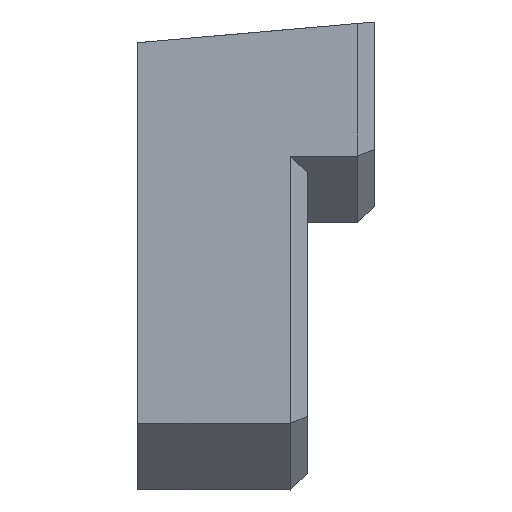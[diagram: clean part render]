
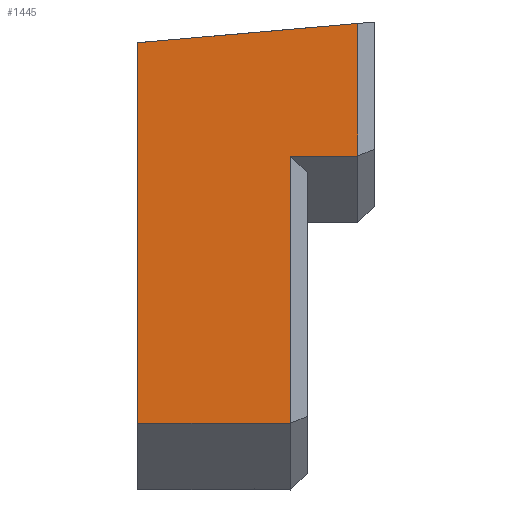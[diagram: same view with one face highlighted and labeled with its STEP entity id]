
A CAD part, left-side view. The second image highlights one B-rep face of the part: STEP entity #1445.
In plain terms, the highlighted planar face has unit normal (-1, 0, 0).
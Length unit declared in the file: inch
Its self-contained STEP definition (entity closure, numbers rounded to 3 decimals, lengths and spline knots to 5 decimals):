
#101=FACE_OUTER_BOUND('',#190,.T.);
#190=EDGE_LOOP('',(#1155,#1156,#1157,#1158,#1159,#1160));
#259=LINE('',#2022,#441);
#268=LINE('',#2050,#450);
#353=LINE('',#2227,#535);
#356=LINE('',#2234,#538);
#370=LINE('',#2260,#552);
#372=LINE('',#2263,#554);
#441=VECTOR('',#1626,39.37008);
#450=VECTOR('',#1653,0.3937);
#535=VECTOR('',#1790,39.37008);
#538=VECTOR('',#1795,39.37008);
#552=VECTOR('',#1817,39.37008);
#554=VECTOR('',#1821,39.37008);
#621=VERTEX_POINT('',#2019);
#622=VERTEX_POINT('',#2021);
#632=VERTEX_POINT('',#2049);
#696=VERTEX_POINT('',#2219);
#699=VERTEX_POINT('',#2230);
#701=VERTEX_POINT('',#2233);
#754=EDGE_CURVE('',#621,#622,#259,.T.);
#768=EDGE_CURVE('',#632,#622,#268,.T.);
#857=EDGE_CURVE('',#696,#632,#353,.T.);
#860=EDGE_CURVE('',#701,#699,#356,.T.);
#874=EDGE_CURVE('',#699,#696,#370,.T.);
#876=EDGE_CURVE('',#621,#701,#372,.T.);
#1155=ORIENTED_EDGE('',*,*,#857,.T.);
#1156=ORIENTED_EDGE('',*,*,#768,.T.);
#1157=ORIENTED_EDGE('',*,*,#754,.F.);
#1158=ORIENTED_EDGE('',*,*,#876,.T.);
#1159=ORIENTED_EDGE('',*,*,#860,.T.);
#1160=ORIENTED_EDGE('',*,*,#874,.T.);
#1377=PLANE('',#1546);
#1445=ADVANCED_FACE('',(#101),#1377,.F.);
#1546=AXIS2_PLACEMENT_3D('',#2271,#1830,#1831);
#1626=DIRECTION('',(0.,0.,1.));
#1653=DIRECTION('',(0.,0.996,-0.087));
#1790=DIRECTION('',(0.,0.,1.));
#1795=DIRECTION('',(0.,0.,1.));
#1817=DIRECTION('',(0.,-1.,0.));
#1821=DIRECTION('',(0.,-1.,0.));
#1830=DIRECTION('center_axis',(1.,0.,0.));
#1831=DIRECTION('ref_axis',(0.,0.,
-1.));
#2019=CARTESIAN_POINT('',(-4.2,0.4475,-0.25));
#2021=CARTESIAN_POINT('',(-4.2,0.4475,1.17455));
#2022=CARTESIAN_POINT('',(-4.2,0.4475,-0.25));
#2049=CARTESIAN_POINT('',(-4.2,-0.37594,1.24659));
#2050=CARTESIAN_POINT('',(-4.2,0.13443,1.20194));
#2219=CARTESIAN_POINT('',(-4.2,-0.37594,0.75));
#2227=CARTESIAN_POINT('',(-4.2,-0.37594,1.41332));
#2230=CARTESIAN_POINT('',(-4.2,-0.125,0.75));
#2233=CARTESIAN_POINT('',(-4.2,-0.125,-0.25));
#2234=CARTESIAN_POINT('',(-4.2,-0.125,0.));
#2260=CARTESIAN_POINT('',(-4.2,-0.43844,0.75));
#2263=CARTESIAN_POINT('',(-4.2,0.,-0.25));
#2271=CARTESIAN_POINT('Origin',(-4.2,0.,0.));
